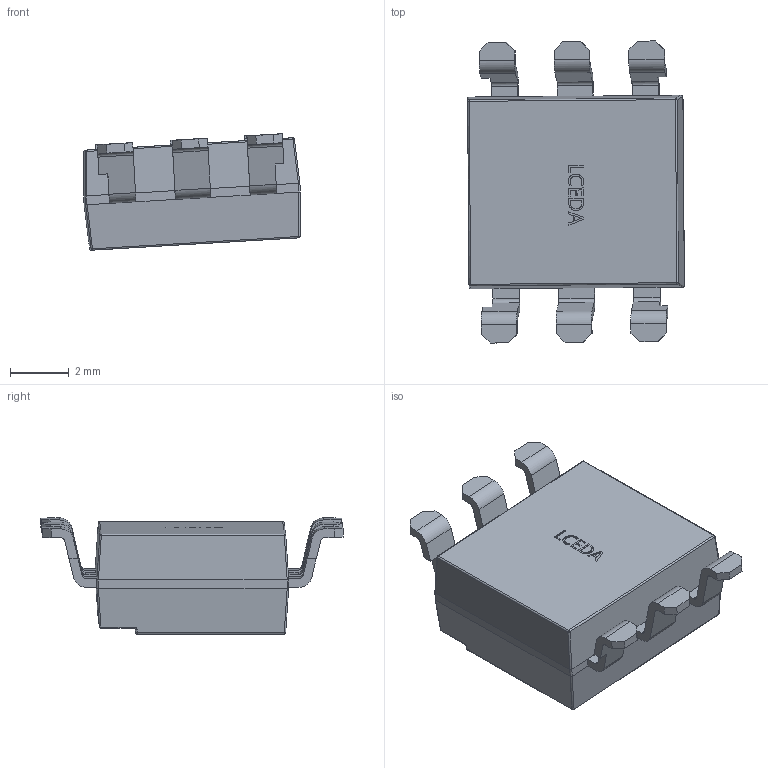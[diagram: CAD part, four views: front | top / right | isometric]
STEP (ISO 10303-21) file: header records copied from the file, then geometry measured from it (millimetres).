
FILE_DESCRIPTION (( 'STEP AP214' ), '1' );
FILE_NAME ('3D_PCB1_2023-06-01.STEP', '2023-06-01T06:25:08', ( '' ), ( '' ), 'SwSTEP 2.0', 'SolidWorks 2016', '' );
FILE_SCHEMA (( 'AUTOMOTIVE_DESIGN' ));
Length unit declared in the file: millimetre
Products named in the file (4): COMPOUND_2; 3D_PCB1_2023-06-01; U2; SMD-6_L7.3-W6.5-P2.54-LS10.2-BL
Assembly tree (3 placements, depth 4):
  3D_PCB1_2023-06-01
    U2
      SMD-6_L7.3-W6.5-P2.54-LS10.2-BL
        COMPOUND_2
Bounding box: 7.35 x 10.24 x 3.94 mm (x, y, z)
Volume: 161.2 mm3; surface area: 231.6 mm2
Topology: 14 solids, 14 shells, 522 faces, 1348 edges, 867 vertices
Faces by surface type: plane 308, bspline 162, cylinder 52
Entity records: 24504 total; most frequent: CARTESIAN_POINT 7108, ORIENTED_EDGE 2692, DIRECTION 1706, EDGE_CURVE 1346, VECTOR 910, LINE 910, VERTEX_POINT 867, EDGE_LOOP 549
